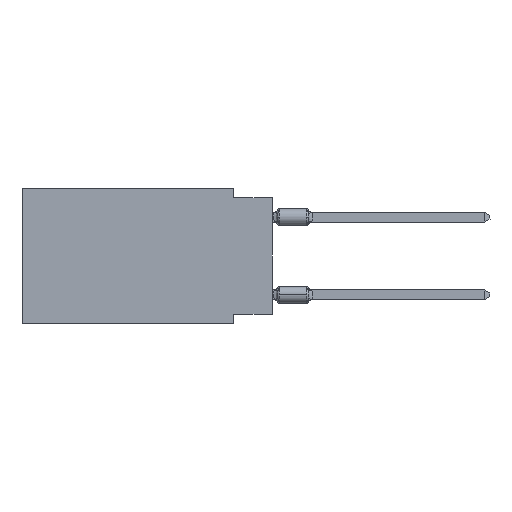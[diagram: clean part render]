
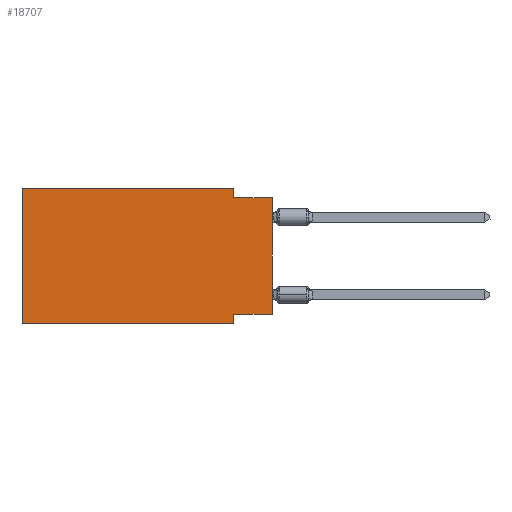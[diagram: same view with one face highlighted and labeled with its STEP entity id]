
A CAD part, left-side view. The second image highlights one B-rep face of the part: STEP entity #18707.
In plain terms, the highlighted planar face has unit normal (-1, 0, 0).
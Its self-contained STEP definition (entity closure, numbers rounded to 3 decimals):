
#589 = ORIENTED_EDGE ( 'NONE', *, *, #10580, .F. ) ;
#1275 = CARTESIAN_POINT ( 'NONE',  ( 0., 0., -0.635 ) ) ;
#1573 = CARTESIAN_POINT ( 'NONE',  ( 0., 2.54, -0.635 ) ) ;
#1684 = ORIENTED_EDGE ( 'NONE', *, *, #8074, .F. ) ;
#2244 = CARTESIAN_POINT ( 'NONE',  ( 0., 2.54, -8.89 ) ) ;
#2386 = CARTESIAN_POINT ( 'NONE',  ( 0., 16.383, 0. ) ) ;
#2982 = LINE ( 'NONE', #9525, #16328 ) ;
#3612 = ORIENTED_EDGE ( 'NONE', *, *, #9494, .F. ) ;
#3937 = LINE ( 'NONE', #8751, #8105 ) ;
#4141 = VERTEX_POINT ( 'NONE', #1275 ) ;
#4463 = EDGE_CURVE ( 'NONE', #4621, #11814, #16927, .T. ) ;
#4621 = VERTEX_POINT ( 'NONE', #17864 ) ;
#4782 = CARTESIAN_POINT ( 'NONE',  ( 0., 0., -8.255 ) ) ;
#4977 = CARTESIAN_POINT ( 'NONE',  ( 0., 16.383, 0. ) ) ;
#6091 = LINE ( 'NONE', #17457, #11226 ) ;
#6386 = ORIENTED_EDGE ( 'NONE', *, *, #9527, .T. ) ;
#7468 = VECTOR ( 'NONE', #15545, 1000. ) ;
#7766 = VECTOR ( 'NONE', #15330, 1000. ) ;
#8056 = ORIENTED_EDGE ( 'NONE', *, *, #16031, .F. ) ;
#8074 = EDGE_CURVE ( 'NONE', #17543, #10800, #10094, .T. ) ;
#8105 = VECTOR ( 'NONE', #12070, 1000. ) ;
#8164 = CARTESIAN_POINT ( 'NONE',  ( 0., 16.383, 0. ) ) ;
#8321 = VECTOR ( 'NONE', #13176, 1000. ) ;
#8344 = CARTESIAN_POINT ( 'NONE',  ( 0., 2.54, 0. ) ) ;
#8719 = EDGE_LOOP ( 'NONE', ( #6386, #589, #1684, #8056, #21050, #9354, #12792, #3612 ) ) ;
#8751 = CARTESIAN_POINT ( 'NONE',  ( 0., 0., 0. ) ) ;
#8873 = AXIS2_PLACEMENT_3D ( 'NONE', #15632, #20477, #10922 ) ;
#9354 = ORIENTED_EDGE ( 'NONE', *, *, #20544, .T. ) ;
#9494 = EDGE_CURVE ( 'NONE', #14438, #4621, #2982, .T. ) ;
#9504 = LINE ( 'NONE', #11321, #7468 ) ;
#9525 = CARTESIAN_POINT ( 'NONE',  ( 0., 0., -8.255 ) ) ;
#9527 = EDGE_CURVE ( 'NONE', #14438, #4141, #3937, .T. ) ;
#9805 = EDGE_CURVE ( 'NONE', #12063, #12811, #21160, .T. ) ;
#10094 = LINE ( 'NONE', #8344, #10862 ) ;
#10580 = EDGE_CURVE ( 'NONE', #10800, #4141, #6091, .T. ) ;
#10800 = VERTEX_POINT ( 'NONE', #1573 ) ;
#10862 = VECTOR ( 'NONE', #14900, 1000. ) ;
#10922 = DIRECTION ( 'NONE',  ( 0., 0., -1. ) ) ;
#11022 = FACE_OUTER_BOUND ( 'NONE', #8719, .T. ) ;
#11226 = VECTOR ( 'NONE', #14036, 1000. ) ;
#11321 = CARTESIAN_POINT ( 'NONE',  ( 0., 16.383, -8.89 ) ) ;
#11814 = VERTEX_POINT ( 'NONE', #12739 ) ;
#12063 = VERTEX_POINT ( 'NONE', #15815 ) ;
#12070 = DIRECTION ( 'NONE',  ( 0., 0., 1. ) ) ;
#12739 = CARTESIAN_POINT ( 'NONE',  ( 0., 2.54, -8.89 ) ) ;
#12792 = ORIENTED_EDGE ( 'NONE', *, *, #4463, .F. ) ;
#12811 = VERTEX_POINT ( 'NONE', #2386 ) ;
#13176 = DIRECTION ( 'NONE',  ( 0., -1., 0. ) ) ;
#13251 = LINE ( 'NONE', #4977, #8321 ) ;
#14036 = DIRECTION ( 'NONE',  ( 0., -1., 0. ) ) ;
#14438 = VERTEX_POINT ( 'NONE', #4782 ) ;
#14720 = DIRECTION ( 'NONE',  ( 0., 0., 1. ) ) ;
#14900 = DIRECTION ( 'NONE',  ( 0., 0., -1. ) ) ;
#15330 = DIRECTION ( 'NONE',  ( 0., 0., -1. ) ) ;
#15545 = DIRECTION ( 'NONE',  ( 0., -1., 0. ) ) ;
#15632 = CARTESIAN_POINT ( 'NONE',  ( 0., 16.383, 0. ) ) ;
#15815 = CARTESIAN_POINT ( 'NONE',  ( 0., 16.383, -8.89 ) ) ;
#16031 = EDGE_CURVE ( 'NONE', #12811, #17543, #13251, .T. ) ;
#16063 = DIRECTION ( 'NONE',  ( 0., 1., 0. ) ) ;
#16328 = VECTOR ( 'NONE', #16063, 1000. ) ;
#16927 = LINE ( 'NONE', #2244, #7766 ) ;
#17355 = VECTOR ( 'NONE', #14720, 1000. ) ;
#17457 = CARTESIAN_POINT ( 'NONE',  ( 0., 0., -0.635 ) ) ;
#17543 = VERTEX_POINT ( 'NONE', #17765 ) ;
#17765 = CARTESIAN_POINT ( 'NONE',  ( 0., 2.54, 0. ) ) ;
#17864 = CARTESIAN_POINT ( 'NONE',  ( 0., 2.54, -8.255 ) ) ;
#18707 = ADVANCED_FACE ( 'NONE', ( #11022 ), #20673, .F. ) ;
#20477 = DIRECTION ( 'NONE',  ( 1., 0., 0. ) ) ;
#20544 = EDGE_CURVE ( 'NONE', #12063, #11814, #9504, .T. ) ;
#20673 = PLANE ( 'NONE',  #8873 ) ;
#21050 = ORIENTED_EDGE ( 'NONE', *, *, #9805, .F. ) ;
#21160 = LINE ( 'NONE', #8164, #17355 ) ;
